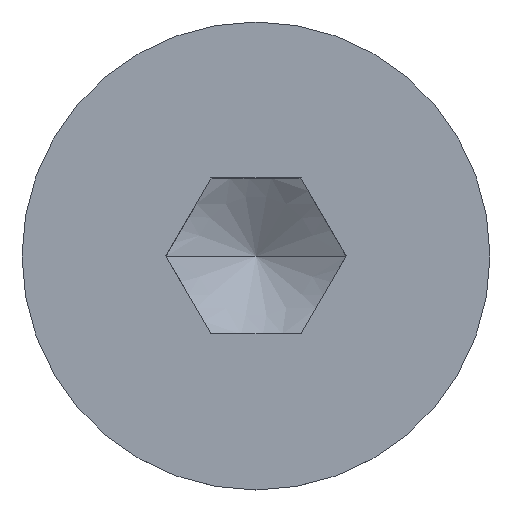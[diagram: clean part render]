
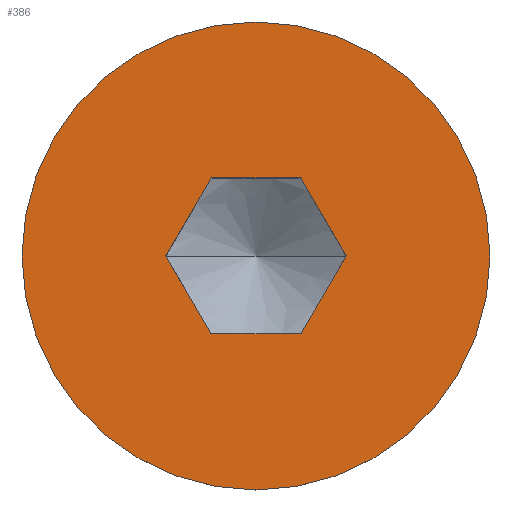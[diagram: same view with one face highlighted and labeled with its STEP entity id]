
A CAD part, top view. The second image highlights one B-rep face of the part: STEP entity #386.
In plain terms, the highlighted planar face has unit normal (0, 0, 1).
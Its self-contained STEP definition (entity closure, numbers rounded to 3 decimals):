
#10 = LINE ( 'NONE', #477, #569 ) ;
#14 = CARTESIAN_POINT ( 'NONE',  ( 1.155, -2., 0. ) ) ;
#19 = CARTESIAN_POINT ( 'NONE',  ( -1.155, 2., 0. ) ) ;
#20 = VERTEX_POINT ( 'NONE', #226 ) ;
#37 = VERTEX_POINT ( 'NONE', #14 ) ;
#42 = CARTESIAN_POINT ( 'NONE',  ( 2.309, 0., 0. ) ) ;
#52 = CARTESIAN_POINT ( 'NONE',  ( -2.309, 0., 0. ) ) ;
#85 = AXIS2_PLACEMENT_3D ( 'NONE', #112, #341, #170 ) ;
#90 = CIRCLE ( 'NONE', #245, 6. ) ;
#94 = CARTESIAN_POINT ( 'NONE',  ( -6., 0., 0. ) ) ;
#95 = DIRECTION ( 'NONE',  ( 0., 0., 1. ) ) ;
#99 = CARTESIAN_POINT ( 'NONE',  ( 6., 0., 0. ) ) ;
#101 = ORIENTED_EDGE ( 'NONE', *, *, #204, .T. ) ;
#107 = DIRECTION ( 'NONE',  ( 0., 0., 1. ) ) ;
#112 = CARTESIAN_POINT ( 'NONE',  ( 0., 6., 0. ) ) ;
#120 = FACE_OUTER_BOUND ( 'NONE', #336, .T. ) ;
#126 = EDGE_CURVE ( 'E25', #37, #176, #536, .T. ) ;
#169 = DIRECTION ( 'NONE',  ( -0.5, 0.866, 0. ) ) ;
#170 = DIRECTION ( 'NONE',  ( -1., 0., 0. ) ) ;
#176 = VERTEX_POINT ( 'NONE', #208 ) ;
#182 = CIRCLE ( 'NONE', #513, 6. ) ;
#184 = ORIENTED_EDGE ( 'NONE', *, *, #538, .T. ) ;
#191 = VECTOR ( 'NONE', #364, 1000. ) ;
#195 = EDGE_CURVE ( 'E11', #360, #20, #240, .T. ) ;
#197 = VECTOR ( 'NONE', #236, 1000. ) ;
#200 = VERTEX_POINT ( 'NONE', #94 ) ;
#204 = EDGE_CURVE ( 'E32', #176, #708, #373, .T. ) ;
#208 = CARTESIAN_POINT ( 'NONE',  ( -1.155, -2., 0. ) ) ;
#220 = VERTEX_POINT ( 'NONE', #99 ) ;
#226 = CARTESIAN_POINT ( 'NONE',  ( 2.309, 0., 0. ) ) ;
#236 = DIRECTION ( 'NONE',  ( 1., 0., 0. ) ) ;
#240 = LINE ( 'NONE', #615, #495 ) ;
#245 = AXIS2_PLACEMENT_3D ( 'NONE', #456, #107, #506 ) ;
#269 = ORIENTED_EDGE ( 'NONE', *, *, #301, .T. ) ;
#288 = CARTESIAN_POINT ( 'NONE',  ( -1.155, -2., 0. ) ) ;
#298 = DIRECTION ( 'NONE',  ( 0.5, 0.866, 0. ) ) ;
#301 = EDGE_CURVE ( 'E4', #200, #220, #90, .T. ) ;
#319 = ORIENTED_EDGE ( 'NONE', *, *, #195, .T. ) ;
#336 = EDGE_LOOP ( 'NONE', ( #710, #269 ) ) ;
#341 = DIRECTION ( 'NONE',  ( 0., 0., -1. ) ) ;
#347 = VECTOR ( 'NONE', #717, 1000. ) ;
#358 = CARTESIAN_POINT ( 'NONE',  ( -1.155, 2., 0. ) ) ;
#360 = VERTEX_POINT ( 'NONE', #447 ) ;
#364 = DIRECTION ( 'NONE',  ( -1., 0., 0. ) ) ;
#373 = LINE ( 'NONE', #288, #480 ) ;
#386 = ADVANCED_FACE ( 'E3', ( #120, #557 ), #679, .F. ) ;
#388 = ORIENTED_EDGE ( 'NONE', *, *, #507, .T. ) ;
#420 = ORIENTED_EDGE ( 'NONE', *, *, #548, .T. ) ;
#443 = CARTESIAN_POINT ( 'NONE',  ( 0., 0., 0. ) ) ;
#447 = CARTESIAN_POINT ( 'NONE',  ( 1.155, 2., 0. ) ) ;
#456 = CARTESIAN_POINT ( 'NONE',  ( 0., 0., 0. ) ) ;
#468 = EDGE_LOOP ( 'NONE', ( #319, #420, #537, #101, #388, #184 ) ) ;
#477 = CARTESIAN_POINT ( 'NONE',  ( -2.309, 0., 0. ) ) ;
#480 = VECTOR ( 'NONE', #169, 1000. ) ;
#482 = CARTESIAN_POINT ( 'NONE',  ( 1.155, -2., 0. ) ) ;
#495 = VECTOR ( 'NONE', #718, 1000. ) ;
#506 = DIRECTION ( 'NONE',  ( 1., 0., 0. ) ) ;
#507 = EDGE_CURVE ( 'E39', #708, #547, #10, .T. ) ;
#513 = AXIS2_PLACEMENT_3D ( 'NONE', #443, #95, #541 ) ;
#531 = LINE ( 'NONE', #42, #347 ) ;
#536 = LINE ( 'NONE', #482, #191 ) ;
#537 = ORIENTED_EDGE ( 'NONE', *, *, #126, .T. ) ;
#538 = EDGE_CURVE ( 'E46', #547, #360, #628, .T. ) ;
#541 = DIRECTION ( 'NONE',  ( 1., 0., 0. ) ) ;
#547 = VERTEX_POINT ( 'NONE', #19 ) ;
#548 = EDGE_CURVE ( 'E18', #20, #37, #531, .T. ) ;
#557 = FACE_BOUND ( 'NONE', #468, .T. ) ;
#569 = VECTOR ( 'NONE', #298, 1000. ) ;
#611 = EDGE_CURVE ( 'E4', #220, #200, #182, .T. ) ;
#615 = CARTESIAN_POINT ( 'NONE',  ( 1.155, 2., 0. ) ) ;
#628 = LINE ( 'NONE', #358, #197 ) ;
#679 = PLANE ( 'NONE',  #85 ) ;
#708 = VERTEX_POINT ( 'NONE', #52 ) ;
#710 = ORIENTED_EDGE ( 'NONE', *, *, #611, .T. ) ;
#717 = DIRECTION ( 'NONE',  ( -0.5, -0.866, 0. ) ) ;
#718 = DIRECTION ( 'NONE',  ( 0.5, -0.866, 0. ) ) ;
